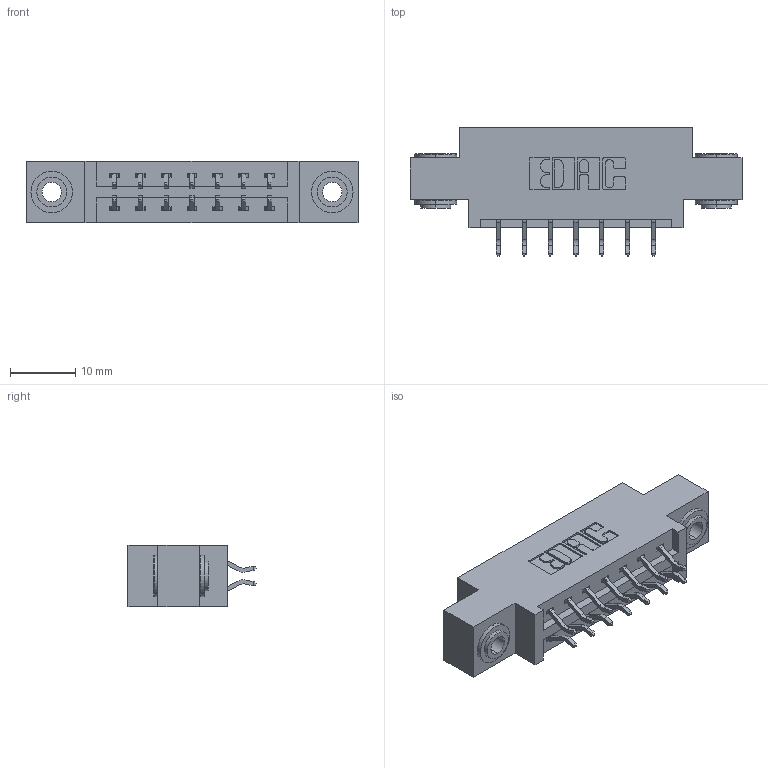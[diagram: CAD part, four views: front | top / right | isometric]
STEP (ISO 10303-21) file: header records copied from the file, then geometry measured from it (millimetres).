
FILE_DESCRIPTION (( 'STEP AP203' ), '1' );
FILE_NAME ('387-014-556-803.STEP', '2018-09-11T05:52:04', ( '' ), ( '' ), 'SwSTEP 2.0', 'SolidWorks 2016', '' );
FILE_SCHEMA (( 'CONFIG_CONTROL_DESIGN' ));
Length unit declared in the file: inch
Products named in the file (4): 337 Part_0.170 Offset - 0.156 Dia-TH; 345-292-001_556 Tail; 345-250-002_345-250-002-102; 387-014-556-803
Assembly tree (17 placements, depth 2):
  387-014-556-803
    337 Part_0.170 Offset - 0.156 Dia-TH
    345-292-001_556 Tail  x14
    345-250-002_345-250-002-102  x2
Bounding box: 50.75 x 19.57 x 9.4 mm (x, y, z)
Volume: 4783.8 mm3; surface area: 5385.6 mm2
Topology: 17 solids, 17 shells, 996 faces, 2905 edges, 1914 vertices
Faces by surface type: plane 672, cylinder 316, cone 8
Entity records: 10956 total; most frequent: CARTESIAN_POINT 1865, ORIENTED_EDGE 1782, DIRECTION 1673, EDGE_CURVE 891, LINE 731, VECTOR 731, VERTEX_POINT 590, AXIS2_PLACEMENT_3D 471
